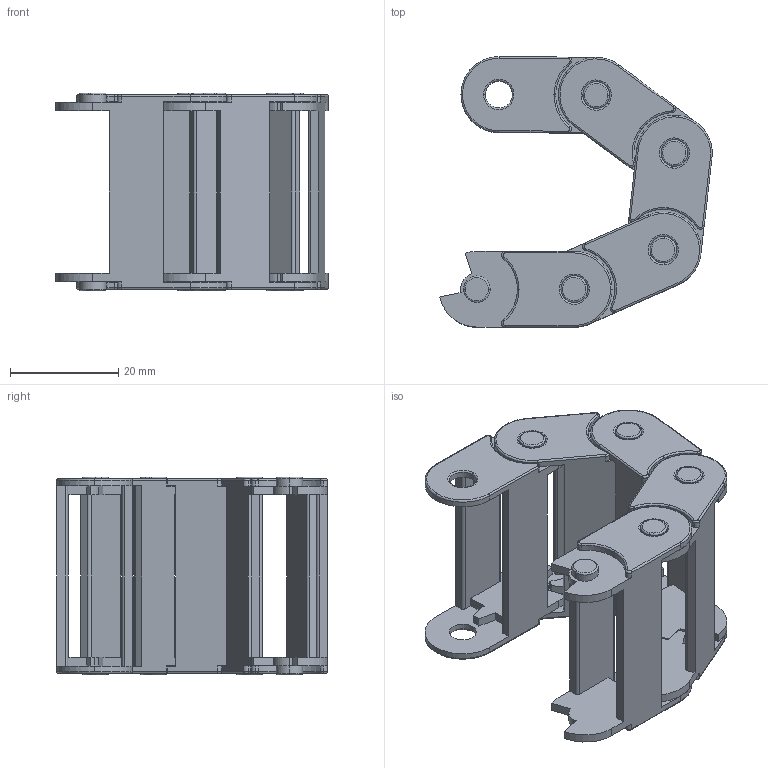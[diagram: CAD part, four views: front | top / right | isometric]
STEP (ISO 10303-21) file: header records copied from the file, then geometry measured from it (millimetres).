
FILE_DESCRIPTION (( 'STEP AP214' ), '1' );
FILE_NAME ('CK10-F030-R018.STEP', '2019-09-10T08:18:48', ( '' ), ( '' ), 'SwSTEP 2.0', 'SolidWorks 2017', '' );
FILE_SCHEMA (( 'AUTOMOTIVE_DESIGN' ));
Length unit declared in the file: millimetre
Products named in the file (2): CK10-F030-R018; CK10-F030-R18
Assembly tree (5 placements, depth 2):
  CK10-F030-R018
    CK10-F030-R18  x5
Bounding box: 50.35 x 50 x 36.6 mm (x, y, z)
Volume: 12770.2 mm3; surface area: 16232.4 mm2
Topology: 5 solids, 5 shells, 455 faces, 1220 edges, 775 vertices
Faces by surface type: cylinder 205, plane 150, torus 100
Entity records: 2983 total; most frequent: DIRECTION 561, CARTESIAN_POINT 498, ORIENTED_EDGE 488, EDGE_CURVE 244, AXIS2_PLACEMENT_3D 218, VERTEX_POINT 155, VECTOR 125, LINE 125
